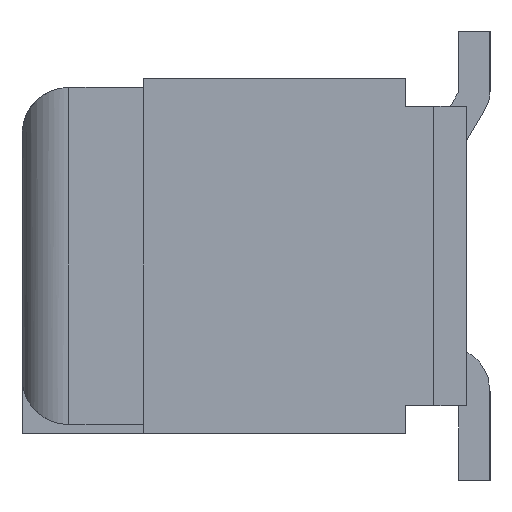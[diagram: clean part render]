
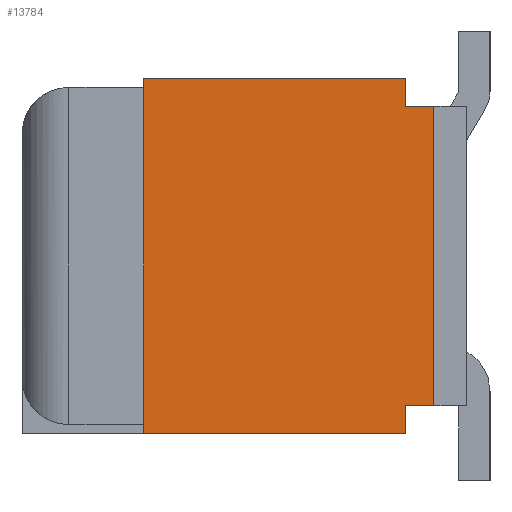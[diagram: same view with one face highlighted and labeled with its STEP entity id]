
A CAD part, left-side view. The second image highlights one B-rep face of the part: STEP entity #13784.
In plain terms, the highlighted planar face has unit normal (-1, 0, 0).
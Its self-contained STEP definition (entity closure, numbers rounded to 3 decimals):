
#5590=EDGE_CURVE('',#14592,#15710,#16514,.T.);
#5870=EDGE_CURVE('',#15916,#10528,#16824,.T.);
#8126=VERTEX_POINT('',#19271);
#9172=EDGE_CURVE('',#10618,#14356,#20401,.T.);
#9336=VERTEX_POINT('',#20575);
#10528=VERTEX_POINT('',#21867);
#10618=VERTEX_POINT('',#21965);
#11344=EDGE_CURVE('',#8126,#14726,#22743,.T.);
#12204=EDGE_CURVE('',#14356,#9336,#23698,.T.);
#12794=EDGE_CURVE('',#14726,#10618,#24340,.T.);
#13356=EDGE_CURVE('',#14592,#13570,#24941,.T.);
#13570=VERTEX_POINT('',#25176);
#13784=ADVANCED_FACE('',(#25412),#25413,.F.);
#14356=VERTEX_POINT('',#26044);
#14592=VERTEX_POINT('',#26302);
#14696=EDGE_CURVE('',#13570,#15916,#26418,.T.);
#14726=VERTEX_POINT('',#26452);
#15342=EDGE_CURVE('',#9336,#15710,#27122,.T.);
#15710=VERTEX_POINT('',#27530);
#15916=VERTEX_POINT('',#27750);
#16092=EDGE_CURVE('',#8126,#10528,#27938,.T.);
#16514=LINE('',#28414,#28415);
#16824=LINE('',#28860,#28861);
#19271=CARTESIAN_POINT('',(-13.5,0.9,-1.9));
#20401=LINE('',#34056,#34057);
#20575=CARTESIAN_POINT('',(-13.5,0.9,1.6));
#21867=CARTESIAN_POINT('',(-13.5,3.7,-1.9));
#21965=CARTESIAN_POINT('',(-13.5,0.6,-1.6));
#22743=LINE('',#37494,#37495);
#23698=LINE('',#38919,#38920);
#24340=LINE('',#39851,#39852);
#24941=LINE('',#40755,#40756);
#25176=CARTESIAN_POINT('',(-13.5,3.7,1.8));
#25412=FACE_OUTER_BOUND('',#41419,.T.);
#25413=PLANE('',#41420);
#26044=CARTESIAN_POINT('',(-13.5,0.6,1.6));
#26302=CARTESIAN_POINT('',(-13.5,3.7,1.9));
#26418=LINE('',#42849,#42850);
#26452=CARTESIAN_POINT('',(-13.5,0.9,-1.6));
#27122=LINE('',#43869,#43870);
#27530=CARTESIAN_POINT('',(-13.5,0.9,1.9));
#27750=CARTESIAN_POINT('',(-13.5,3.7,-1.8));
#27938=LINE('',#45070,#45071);
#28414=CARTESIAN_POINT('',(-13.5,1.975,1.9));
#28415=VECTOR('',#45672,1.0);
#28860=CARTESIAN_POINT('',(-13.5,3.7,0.0));
#28861=VECTOR('',#46032,1.0);
#34056=CARTESIAN_POINT('',(-13.5,0.6,0.0));
#34057=VECTOR('',#49496,1.0);
#37494=CARTESIAN_POINT('',(-13.5,0.9,-0.875));
#37495=VECTOR('',#51551,1.0);
#38919=CARTESIAN_POINT('',(-13.5,1.213,1.6));
#38920=VECTOR('',#52638,1.0);
#39851=CARTESIAN_POINT('',(-13.5,1.213,-1.6));
#39852=VECTOR('',#53281,1.0);
#40755=CARTESIAN_POINT('',(-13.5,3.7,0.0));
#40756=VECTOR('',#53798,1.0);
#41419=EDGE_LOOP('',(#54471,#54472,#54473,#54474,#54475,#54476,#54477,#54478,#54479,#54480));
#41420=AXIS2_PLACEMENT_3D('',#54481,#54482,#54483);
#42849=CARTESIAN_POINT('',(-13.5,3.7,0.0));
#42850=VECTOR('',#55558,1.0);
#43869=CARTESIAN_POINT('',(-13.5,0.9,0.875));
#43870=VECTOR('',#56251,1.0);
#45070=CARTESIAN_POINT('',(-13.5,1.975,-1.9));
#45071=VECTOR('',#57067,1.0);
#45672=DIRECTION('',(0.0,-1.0,0.0));
#46032=DIRECTION('',(0.0,0.0,-1.0));
#49496=DIRECTION('',(-0.0,0.0,1.0));
#51551=DIRECTION('',(-0.0,0.0,1.0));
#52638=DIRECTION('',(0.0,1.0,0.0));
#53281=DIRECTION('',(0.0,-1.0,0.0));
#53798=DIRECTION('',(0.0,0.0,-1.0));
#54471=ORIENTED_EDGE('',*,*,#12794,.T.);
#54472=ORIENTED_EDGE('',*,*,#9172,.T.);
#54473=ORIENTED_EDGE('',*,*,#12204,.T.);
#54474=ORIENTED_EDGE('',*,*,#15342,.T.);
#54475=ORIENTED_EDGE('',*,*,#5590,.F.);
#54476=ORIENTED_EDGE('',*,*,#13356,.T.);
#54477=ORIENTED_EDGE('',*,*,#14696,.T.);
#54478=ORIENTED_EDGE('',*,*,#5870,.T.);
#54479=ORIENTED_EDGE('',*,*,#16092,.F.);
#54480=ORIENTED_EDGE('',*,*,#11344,.T.);
#54481=CARTESIAN_POINT('',(-13.5,1.975,0.0));
#54482=DIRECTION('',(1.0,0.0,0.0));
#54483=DIRECTION('',(0.0,0.0,-1.0));
#55558=DIRECTION('',(0.0,0.0,-1.0));
#56251=DIRECTION('',(-0.0,0.0,1.0));
#57067=DIRECTION('',(0.0,1.0,0.0));
